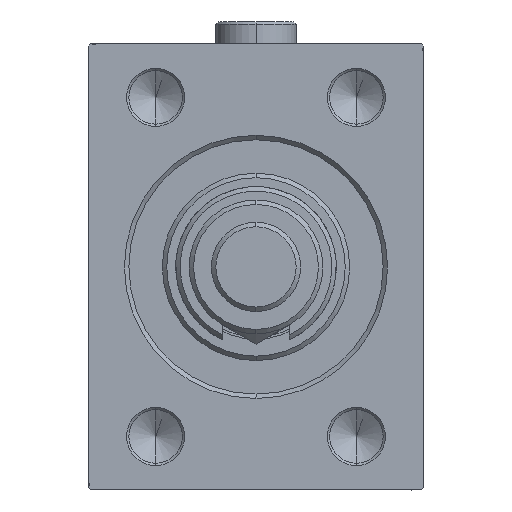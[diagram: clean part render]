
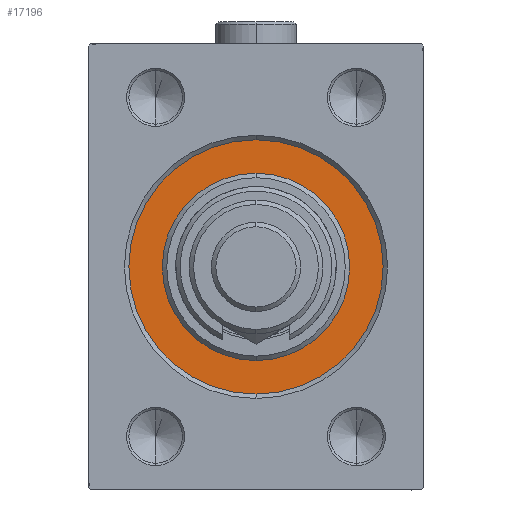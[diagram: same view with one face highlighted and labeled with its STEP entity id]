
A CAD part, left-side view. The second image highlights one B-rep face of the part: STEP entity #17196.
In plain terms, the highlighted face is planar.
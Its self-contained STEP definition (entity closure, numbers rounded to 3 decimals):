
#2 = PLANE ( 'NONE',  #10798 ) ;
#2960 = ORIENTED_EDGE ( 'NONE', *, *, #27959, .F. ) ;
#3002 = EDGE_LOOP ( 'NONE', ( #12129, #44286 ) ) ;
#3669 = DIRECTION ( 'NONE',  ( -1., 0., 0. ) ) ;
#4899 = ORIENTED_EDGE ( 'NONE', *, *, #45743, .F. ) ;
#5640 = DIRECTION ( 'NONE',  ( 0., 0., -1. ) ) ;
#5814 = CARTESIAN_POINT ( 'NONE',  ( 0., 0., 0. ) ) ;
#5939 = CIRCLE ( 'NONE', #46557, 21. ) ;
#8440 = CARTESIAN_POINT ( 'NONE',  ( 0., 0., 0. ) ) ;
#9563 = CARTESIAN_POINT ( 'NONE',  ( 0., 0., 0. ) ) ;
#10314 = CIRCLE ( 'NONE', #30603, 21. ) ;
#10798 = AXIS2_PLACEMENT_3D ( 'NONE', #19325, #3669, #15177 ) ;
#11123 = DIRECTION ( 'NONE',  ( 0., 0., 1. ) ) ;
#12129 = ORIENTED_EDGE ( 'NONE', *, *, #28626, .F. ) ;
#13173 = CARTESIAN_POINT ( 'NONE',  ( 0., 0., 21. ) ) ;
#13332 = EDGE_CURVE ( 'NONE', #47955, #35386, #5939, .T. ) ;
#13405 = DIRECTION ( 'NONE',  ( -1., 0., 0. ) ) ;
#15177 = DIRECTION ( 'NONE',  ( 0., 0., 1. ) ) ;
#15292 = AXIS2_PLACEMENT_3D ( 'NONE', #48277, #29694, #11123 ) ;
#16271 = DIRECTION ( 'NONE',  ( 1., 0., 0. ) ) ;
#17196 = ADVANCED_FACE ( 'NONE', ( #37406, #44730 ), #2, .F. ) ;
#19325 = CARTESIAN_POINT ( 'NONE',  ( 0., 0., 0. ) ) ;
#27959 = EDGE_CURVE ( 'NONE', #36906, #47108, #33683, .T. ) ;
#28138 = DIRECTION ( 'NONE',  ( 1., 0., 0. ) ) ;
#28552 = CIRCLE ( 'NONE', #15292, 28.5 ) ;
#28626 = EDGE_CURVE ( 'NONE', #35386, #47955, #10314, .T. ) ;
#29020 = AXIS2_PLACEMENT_3D ( 'NONE', #5814, #13405, #31247 ) ;
#29694 = DIRECTION ( 'NONE',  ( -1., 0., 0. ) ) ;
#29872 = EDGE_LOOP ( 'NONE', ( #2960, #4899 ) ) ;
#30603 = AXIS2_PLACEMENT_3D ( 'NONE', #9563, #28138, #5640 ) ;
#31247 = DIRECTION ( 'NONE',  ( 0., 0., 1. ) ) ;
#33683 = CIRCLE ( 'NONE', #29020, 28.5 ) ;
#35386 = VERTEX_POINT ( 'NONE', #13173 ) ;
#36127 = CARTESIAN_POINT ( 'NONE',  ( 0., 0., -21. ) ) ;
#36906 = VERTEX_POINT ( 'NONE', #38735 ) ;
#37406 = FACE_BOUND ( 'NONE', #3002, .T. ) ;
#38735 = CARTESIAN_POINT ( 'NONE',  ( 0., 0., -28.5 ) ) ;
#40781 = CARTESIAN_POINT ( 'NONE',  ( 0., 0., 28.5 ) ) ;
#42404 = DIRECTION ( 'NONE',  ( 0., 0., -1. ) ) ;
#44286 = ORIENTED_EDGE ( 'NONE', *, *, #13332, .F. ) ;
#44730 = FACE_OUTER_BOUND ( 'NONE', #29872, .T. ) ;
#45743 = EDGE_CURVE ( 'NONE', #47108, #36906, #28552, .T. ) ;
#46557 = AXIS2_PLACEMENT_3D ( 'NONE', #8440, #16271, #42404 ) ;
#47108 = VERTEX_POINT ( 'NONE', #40781 ) ;
#47955 = VERTEX_POINT ( 'NONE', #36127 ) ;
#48277 = CARTESIAN_POINT ( 'NONE',  ( 0., 0., 0. ) ) ;
